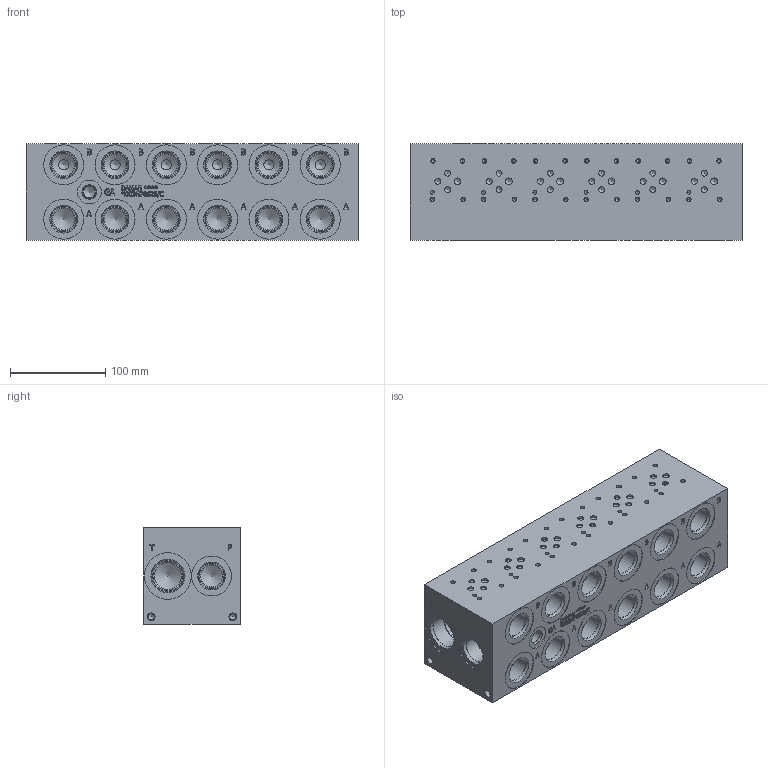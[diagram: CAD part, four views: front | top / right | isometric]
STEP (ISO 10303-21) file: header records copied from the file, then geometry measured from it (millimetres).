
FILE_DESCRIPTION(/* description */ (''),/* implementation_level */ '2;1');
FILE_NAME(/* name */ '_D03HP062S_C.stp',/* time_stamp */ '2022-10-05T07:29:56-04:00',/* author */ ('bobbyh'),/* organization */ (''),/* preprocessor_version */ 'ST-DEVELOPER v18',/* originating_system */ 'Autodesk Inventor 2020',/* authorisation */ '');
FILE_SCHEMA (('AUTOMOTIVE_DESIGN { 1 0 10303 214 3 1 1 }'));
Length unit declared in the file: millimetre
Products named in the file (1): Part_AD03HP062S_C_3D
Bounding box: 349.25 x 101.6 x 101.6 mm (x, y, z)
Volume: 3235883.5 mm3; surface area: 221057.4 mm2
Topology: 1 solids, 1 shells, 1075 faces, 2941 edges, 2000 vertices
Faces by surface type: plane 509, bspline 243, cylinder 184, cone 139
Full cylindrical faces by diameter (mm): 3.785 x24, 3.962 x6, 4.826 x24, 6.35 x18, 6.528 x4, 7.137 x6, 7.925 x4, 10.719 x6, 12.294 x1, 12.9 x1, 14.275 x1, 14.529 x1, 19.05 x1, 23.012 x14, 24.917 x14, 25.019 x1, 26.99 x2, 27 x12, 27.432 x14, 28.575 x2, 28.62 x1, 31.267 x2, 31.344 x1, 33.34 x2, 33.35 x1, 33.71 x1, 33.757 x2, 35.509 x1, 42.037 x14, 44.45 x1
Entity records: 35922 total; most frequent: CARTESIAN_POINT 9100, ORIENTED_EDGE 5730, DIRECTION 4733, EDGE_CURVE 2865, VERTEX_POINT 2000, LINE 1691, VECTOR 1691, AXIS2_PLACEMENT_3D 1521
